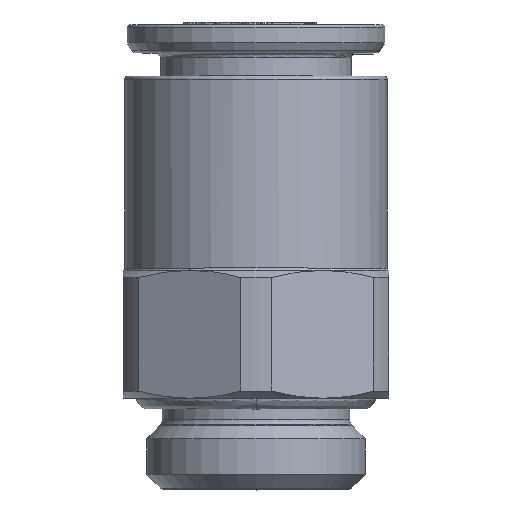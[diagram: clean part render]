
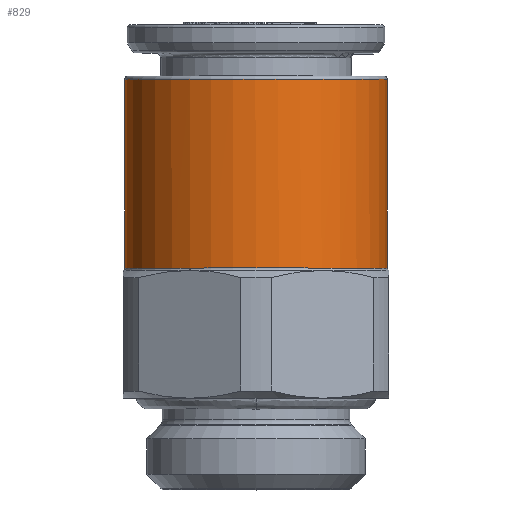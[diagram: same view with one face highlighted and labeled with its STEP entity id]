
A CAD part, top view. The second image highlights one B-rep face of the part: STEP entity #829.
In plain terms, the highlighted cylindrical face has radius 7.9 mm (diameter 15.8 mm), a partial arc.
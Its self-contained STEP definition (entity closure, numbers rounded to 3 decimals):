
#829=ADVANCED_FACE('',(#2236),#2237,.T.);
#2236=FACE_OUTER_BOUND('',#6209,.T.);
#2237=CYLINDRICAL_SURFACE('',#6210,7.9);
#6209=EDGE_LOOP('',(#11319,#11320,#11321,#11322,#11323,#11324));
#6210=AXIS2_PLACEMENT_3D('',#11325,#11326,#11327);
#11319=ORIENTED_EDGE('',*,*,#13893,.T.);
#11320=ORIENTED_EDGE('',*,*,#13845,.F.);
#11321=ORIENTED_EDGE('',*,*,#13894,.F.);
#11322=ORIENTED_EDGE('',*,*,#13891,.F.);
#11323=ORIENTED_EDGE('',*,*,#13895,.F.);
#11324=ORIENTED_EDGE('',*,*,#13850,.T.);
#11325=CARTESIAN_POINT('',(0.0,20.37,0.0));
#11326=DIRECTION('',(0.0,1.0,-0.0));
#11327=DIRECTION('',(-1.0,0.0,0.0));
#13845=EDGE_CURVE('',#16748,#16751,#16752,.T.);
#13850=EDGE_CURVE('',#16761,#16759,#16762,.T.);
#13891=EDGE_CURVE('',#16829,#16711,#16832,.T.);
#13893=EDGE_CURVE('',#16759,#16751,#16834,.T.);
#13894=EDGE_CURVE('',#16711,#16748,#16835,.T.);
#13895=EDGE_CURVE('',#16761,#16829,#16836,.T.);
#16711=VERTEX_POINT('',#22043);
#16748=VERTEX_POINT('',#22084);
#16751=VERTEX_POINT('',#22087);
#16752=CIRCLE('',#22088,7.9);
#16759=VERTEX_POINT('',#22095);
#16761=VERTEX_POINT('',#22097);
#16762=CIRCLE('',#22098,7.9);
#16829=VERTEX_POINT('',#22251);
#16832=LINE('',#22254,#22255);
#16834=LINE('',#22257,#22258);
#16835=CIRCLE('',#22259,7.9);
#16836=CIRCLE('',#22260,7.9);
#22043=CARTESIAN_POINT('',(-7.9,19.2,0.0));
#22084=CARTESIAN_POINT('',(7.9,19.2,0.077));
#22087=CARTESIAN_POINT('',(7.9,19.2,0.0));
#22088=AXIS2_PLACEMENT_3D('',#25205,#25206,#25207);
#22095=CARTESIAN_POINT('',(7.9,7.841,0.0));
#22097=CARTESIAN_POINT('',(-3.95,7.841,6.842));
#22098=AXIS2_PLACEMENT_3D('',#25220,#25221,#25222);
#22251=CARTESIAN_POINT('',(-7.9,7.841,0.0));
#22254=CARTESIAN_POINT('',(-7.9,7.841,0.0));
#22255=VECTOR('',#25297,11.359);
#22257=CARTESIAN_POINT('',(7.9,7.841,0.0));
#22258=VECTOR('',#25301,11.359);
#22259=AXIS2_PLACEMENT_3D('',#25302,#25303,#25304);
#22260=AXIS2_PLACEMENT_3D('',#25305,#25306,#25307);
#25205=CARTESIAN_POINT('',(0.0,19.2,0.0));
#25206=DIRECTION('',(0.0,1.0,0.0));
#25207=DIRECTION('',(-1.0,0.0,0.0));
#25220=CARTESIAN_POINT('',(0.0,7.841,0.0));
#25221=DIRECTION('',(0.0,1.0,0.0));
#25222=DIRECTION('',(-0.5,0.0,0.866));
#25297=DIRECTION('',(0.0,1.0,0.));
#25301=DIRECTION('',(0.0,1.0,0.));
#25302=CARTESIAN_POINT('',(0.0,19.2,0.0));
#25303=DIRECTION('',(0.0,1.0,0.0));
#25304=DIRECTION('',(-1.0,0.0,0.0));
#25305=CARTESIAN_POINT('',(0.0,7.841,0.0));
#25306=DIRECTION('',(0.0,-1.0,0.0));
#25307=DIRECTION('',(-0.5,0.0,0.866));
